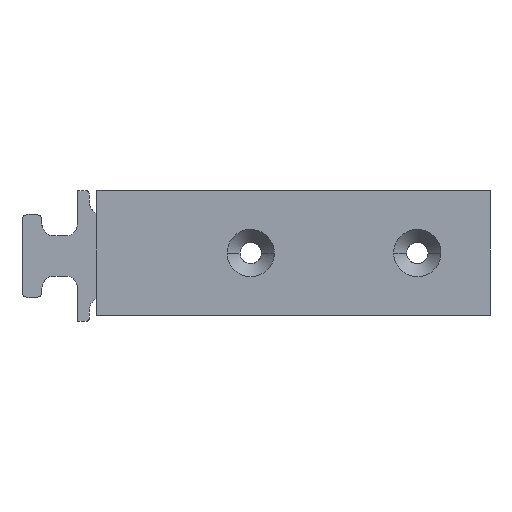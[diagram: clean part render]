
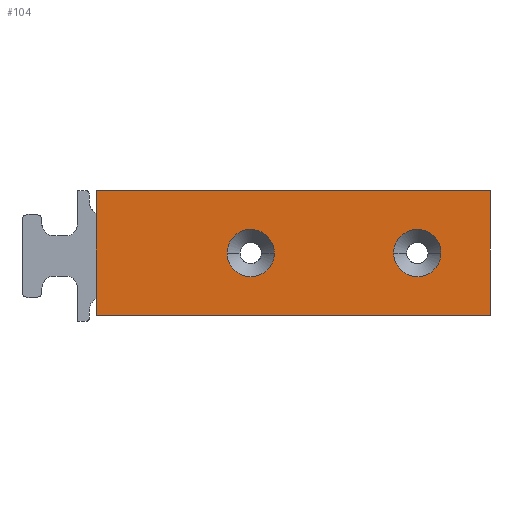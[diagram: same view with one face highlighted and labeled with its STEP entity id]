
A CAD part, left-side view. The second image highlights one B-rep face of the part: STEP entity #104.
In plain terms, the highlighted planar face has unit normal (-1, 0, 0).
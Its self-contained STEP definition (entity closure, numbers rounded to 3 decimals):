
#104=ADVANCED_FACE('',(#292,#198,#199),#2848,.T.);
#198=FACE_BOUND('',#471,.T.);
#199=FACE_BOUND('',#472,.T.);
#292=FACE_OUTER_BOUND('',#470,.T.);
#470=EDGE_LOOP('',(#1028,#1029,#1030,#1031));
#471=EDGE_LOOP('',(#1032,#1033));
#472=EDGE_LOOP('',(#1034,#1035));
#1028=ORIENTED_EDGE('',*,*,#1724,.T.);
#1029=ORIENTED_EDGE('',*,*,#1725,.T.);
#1030=ORIENTED_EDGE('',*,*,#1726,.T.);
#1031=ORIENTED_EDGE('',*,*,#1727,.T.);
#1032=ORIENTED_EDGE('',*,*,#1809,.T.);
#1033=ORIENTED_EDGE('',*,*,#1823,.T.);
#1034=ORIENTED_EDGE('',*,*,#1815,.T.);
#1035=ORIENTED_EDGE('',*,*,#1827,.T.);
#1724=EDGE_CURVE('',#2572,#2573,#2307,.T.);
#1725=EDGE_CURVE('',#2573,#2574,#2308,.T.);
#1726=EDGE_CURVE('',#2574,#2575,#2309,.T.);
#1727=EDGE_CURVE('',#2575,#2572,#2310,.T.);
#1809=EDGE_CURVE('',#2577,#2576,#2093,.T.);
#1815=EDGE_CURVE('',#2579,#2578,#2099,.T.);
#1823=EDGE_CURVE('',#2576,#2577,#2107,.T.);
#1827=EDGE_CURVE('',#2578,#2579,#2111,.T.);
#2093=(
BOUNDED_CURVE()
B_SPLINE_CURVE(2,(#4857,#4858,#4859,#4860,#4861),.UNSPECIFIED.,.F.,.F.)
B_SPLINE_CURVE_WITH_KNOTS((3,2,3),(-7.941,-3.971,
0.),.UNSPECIFIED.)
CURVE()
GEOMETRIC_REPRESENTATION_ITEM()
RATIONAL_B_SPLINE_CURVE((1.,0.707,1.,0.707,1.))
REPRESENTATION_ITEM('')
);
#2099=(
BOUNDED_CURVE()
B_SPLINE_CURVE(2,(#4881,#4882,#4883,#4884,#4885),.UNSPECIFIED.,.F.,.F.)
B_SPLINE_CURVE_WITH_KNOTS((3,2,3),(-7.941,-3.971,
0.),.UNSPECIFIED.)
CURVE()
GEOMETRIC_REPRESENTATION_ITEM()
RATIONAL_B_SPLINE_CURVE((1.,0.707,1.,0.707,1.))
REPRESENTATION_ITEM('')
);
#2107=(
BOUNDED_CURVE()
B_SPLINE_CURVE(2,(#4918,#4919,#4920,#4921,#4922),.UNSPECIFIED.,.F.,.F.)
B_SPLINE_CURVE_WITH_KNOTS((3,2,3),(-7.941,-3.971,
0.),.UNSPECIFIED.)
CURVE()
GEOMETRIC_REPRESENTATION_ITEM()
RATIONAL_B_SPLINE_CURVE((1.,0.707,1.,0.707,1.))
REPRESENTATION_ITEM('')
);
#2111=(
BOUNDED_CURVE()
B_SPLINE_CURVE(2,(#4932,#4933,#4934,#4935,#4936),.UNSPECIFIED.,.F.,.F.)
B_SPLINE_CURVE_WITH_KNOTS((3,2,3),(-7.941,-3.971,0.),
 .UNSPECIFIED.)
CURVE()
GEOMETRIC_REPRESENTATION_ITEM()
RATIONAL_B_SPLINE_CURVE((1.,0.707,1.,0.707,1.))
REPRESENTATION_ITEM('')
);
#2307=B_SPLINE_CURVE_WITH_KNOTS('',1,(#4616,#4617),.UNSPECIFIED.,.F.,.F.,
(2,2),(0.,33.105),.UNSPECIFIED.);
#2308=B_SPLINE_CURVE_WITH_KNOTS('',1,(#4618,#4619),.UNSPECIFIED.,.F.,.F.,
(2,2),(0.,10.5),.UNSPECIFIED.);
#2309=B_SPLINE_CURVE_WITH_KNOTS('',1,(#4620,#4621),.UNSPECIFIED.,.F.,.F.,
(2,2),(0.,33.105),.UNSPECIFIED.);
#2310=B_SPLINE_CURVE_WITH_KNOTS('',1,(#4622,#4623),.UNSPECIFIED.,.F.,.F.,
(2,2),(0.,10.5),.UNSPECIFIED.);
#2572=VERTEX_POINT('',#4536);
#2573=VERTEX_POINT('',#4537);
#2574=VERTEX_POINT('',#4538);
#2575=VERTEX_POINT('',#4539);
#2576=VERTEX_POINT('',#4540);
#2577=VERTEX_POINT('',#4541);
#2578=VERTEX_POINT('',#4542);
#2579=VERTEX_POINT('',#4543);
#2848=PLANE('',#3047);
#3047=AXIS2_PLACEMENT_3D('',#4371,#3184,$);
#3184=DIRECTION('',(-1.,0.,0.));
#4371=CARTESIAN_POINT('',(-672.222,921.428,48.231));
#4536=CARTESIAN_POINT('',(-672.222,885.,59.793));
#4537=CARTESIAN_POINT('',(-672.222,918.105,59.793));
#4538=CARTESIAN_POINT('',(-672.222,918.105,49.293));
#4539=CARTESIAN_POINT('',(-672.222,885.,49.293));
#4540=CARTESIAN_POINT('',(-672.222,893.094,54.543));
#4541=CARTESIAN_POINT('',(-672.222,889.124,54.543));
#4542=CARTESIAN_POINT('',(-672.222,907.094,54.543));
#4543=CARTESIAN_POINT('',(-672.222,903.124,54.543));
#4616=CARTESIAN_POINT('',(-672.222,885.,59.793));
#4617=CARTESIAN_POINT('',(-672.222,918.105,59.793));
#4618=CARTESIAN_POINT('',(-672.222,918.105,59.793));
#4619=CARTESIAN_POINT('',(-672.222,918.105,49.293));
#4620=CARTESIAN_POINT('',(-672.222,918.105,49.293));
#4621=CARTESIAN_POINT('',(-672.222,885.,49.293));
#4622=CARTESIAN_POINT('',(-672.222,885.,49.293));
#4623=CARTESIAN_POINT('',(-672.222,885.,59.793));
#4857=CARTESIAN_POINT('',(-672.222,889.124,54.543));
#4858=CARTESIAN_POINT('',(-672.222,889.124,52.558));
#4859=CARTESIAN_POINT('',(-672.222,891.109,52.558));
#4860=CARTESIAN_POINT('',(-672.222,893.094,52.558));
#4861=CARTESIAN_POINT('',(-672.222,893.094,54.543));
#4881=CARTESIAN_POINT('',(-672.222,903.124,54.543));
#4882=CARTESIAN_POINT('',(-672.222,903.124,52.558));
#4883=CARTESIAN_POINT('',(-672.222,905.109,52.558));
#4884=CARTESIAN_POINT('',(-672.222,907.094,52.558));
#4885=CARTESIAN_POINT('',(-672.222,907.094,54.543));
#4918=CARTESIAN_POINT('',(-672.222,893.094,54.543));
#4919=CARTESIAN_POINT('',(-672.222,893.094,56.528));
#4920=CARTESIAN_POINT('',(-672.222,891.109,56.528));
#4921=CARTESIAN_POINT('',(-672.222,889.124,56.528));
#4922=CARTESIAN_POINT('',(-672.222,889.124,54.543));
#4932=CARTESIAN_POINT('',(-672.222,907.094,54.543));
#4933=CARTESIAN_POINT('',(-672.222,907.094,56.528));
#4934=CARTESIAN_POINT('',(-672.222,905.109,56.528));
#4935=CARTESIAN_POINT('',(-672.222,903.124,56.528));
#4936=CARTESIAN_POINT('',(-672.222,903.124,54.543));
